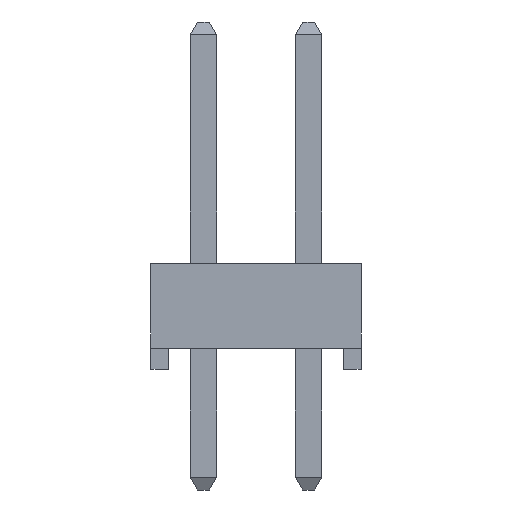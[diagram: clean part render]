
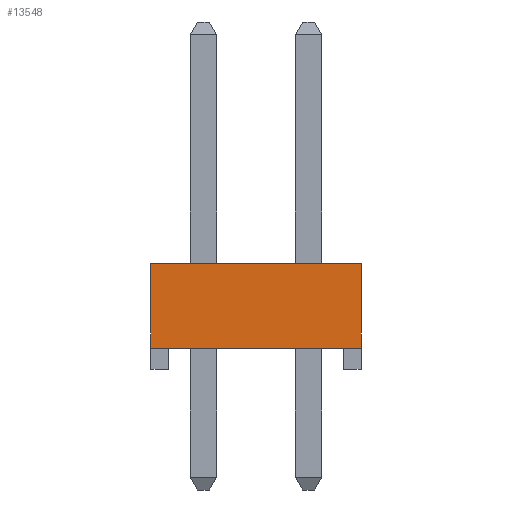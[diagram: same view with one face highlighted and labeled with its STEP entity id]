
A CAD part, left-side view. The second image highlights one B-rep face of the part: STEP entity #13548.
In plain terms, the highlighted planar face has unit normal (-1, 0, 0).
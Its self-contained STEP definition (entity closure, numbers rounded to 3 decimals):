
#10941 = VERTEX_POINT('',#10942);
#10942 = CARTESIAN_POINT('',(-12.7,-2.54,2.54));
#10958 = VERTEX_POINT('',#10959);
#10959 = CARTESIAN_POINT('',(-12.7,2.54,2.54));
#10965 = EDGE_CURVE('',#10958,#10941,#10966,.T.);
#10966 = LINE('',#10967,#10968);
#10967 = CARTESIAN_POINT('',(-12.7,2.54,2.54));
#10968 = VECTOR('',#10969,1.);
#10969 = DIRECTION('',(0.,-1.,0.));
#13483 = EDGE_CURVE('',#10941,#13484,#13486,.T.);
#13484 = VERTEX_POINT('',#13485);
#13485 = CARTESIAN_POINT('',(-12.7,-2.54,0.508));
#13486 = LINE('',#13487,#13488);
#13487 = CARTESIAN_POINT('',(-12.7,-2.54,2.54));
#13488 = VECTOR('',#13489,1.);
#13489 = DIRECTION('',(0.,0.,-1.));
#13548 = ADVANCED_FACE('',(#13549),#13567,.F.);
#13549 = FACE_BOUND('',#13550,.T.);
#13550 = EDGE_LOOP('',(#13551,#13559,#13560,#13561));
#13551 = ORIENTED_EDGE('',*,*,#13552,.F.);
#13552 = EDGE_CURVE('',#13484,#13553,#13555,.T.);
#13553 = VERTEX_POINT('',#13554);
#13554 = CARTESIAN_POINT('',(-12.7,2.54,0.508));
#13555 = LINE('',#13556,#13557);
#13556 = CARTESIAN_POINT('',(-12.7,2.54,0.508));
#13557 = VECTOR('',#13558,1.);
#13558 = DIRECTION('',(0.,1.,0.));
#13559 = ORIENTED_EDGE('',*,*,#13483,.F.);
#13560 = ORIENTED_EDGE('',*,*,#10965,.F.);
#13561 = ORIENTED_EDGE('',*,*,#13562,.T.);
#13562 = EDGE_CURVE('',#10958,#13553,#13563,.T.);
#13563 = LINE('',#13564,#13565);
#13564 = CARTESIAN_POINT('',(-12.7,2.54,2.54));
#13565 = VECTOR('',#13566,1.);
#13566 = DIRECTION('',(0.,0.,-1.));
#13567 = PLANE('',#13568);
#13568 = AXIS2_PLACEMENT_3D('',#13569,#13570,#13571);
#13569 = CARTESIAN_POINT('',(-12.7,2.54,2.54));
#13570 = DIRECTION('',(1.,0.,0.));
#13571 = DIRECTION('',(0.,1.,0.));
